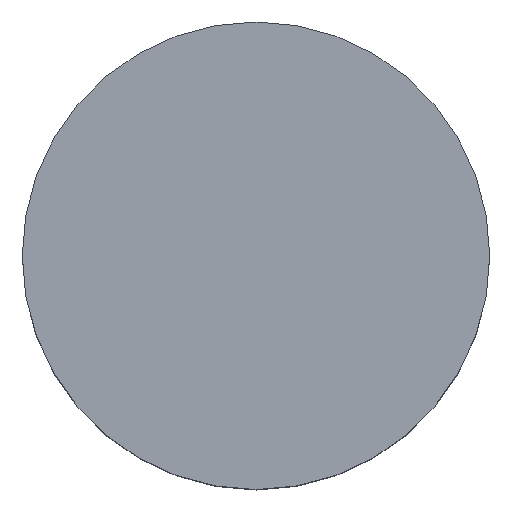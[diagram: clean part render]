
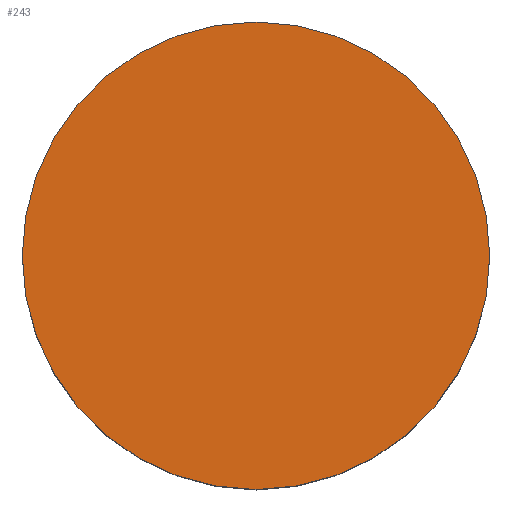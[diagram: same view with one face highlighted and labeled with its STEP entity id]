
A CAD part, top view. The second image highlights one B-rep face of the part: STEP entity #243.
In plain terms, the highlighted planar face has unit normal (0, 0, 1).
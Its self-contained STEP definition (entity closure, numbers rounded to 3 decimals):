
#111=PLANE('',#1384);
#173=CIRCLE('',#1383,40.);
#243=ADVANCED_FACE('',(#314),#111,.F.);
#314=FACE_OUTER_BOUND('',#393,.T.);
#393=EDGE_LOOP('',(#865));
#865=ORIENTED_EDGE('',*,*,#1182,.F.);
#996=VERTEX_POINT('',#4655);
#1182=EDGE_CURVE('',#996,#996,#173,.T.);
#1383=AXIS2_PLACEMENT_3D('',#4654,#1653,#1654);
#1384=AXIS2_PLACEMENT_3D('',#4656,#1655,#1656);
#1653=DIRECTION('',(0.,0.,-1.));
#1654=DIRECTION('',(-1.,0.,0.));
#1655=DIRECTION('',(0.,0.,-1.));
#1656=DIRECTION('',(-1.,0.,0.));
#4654=CARTESIAN_POINT('',(0.,0.,60.5));
#4655=CARTESIAN_POINT('',(40.,0.,60.5));
#4656=CARTESIAN_POINT('',(0.,0.,60.5));
